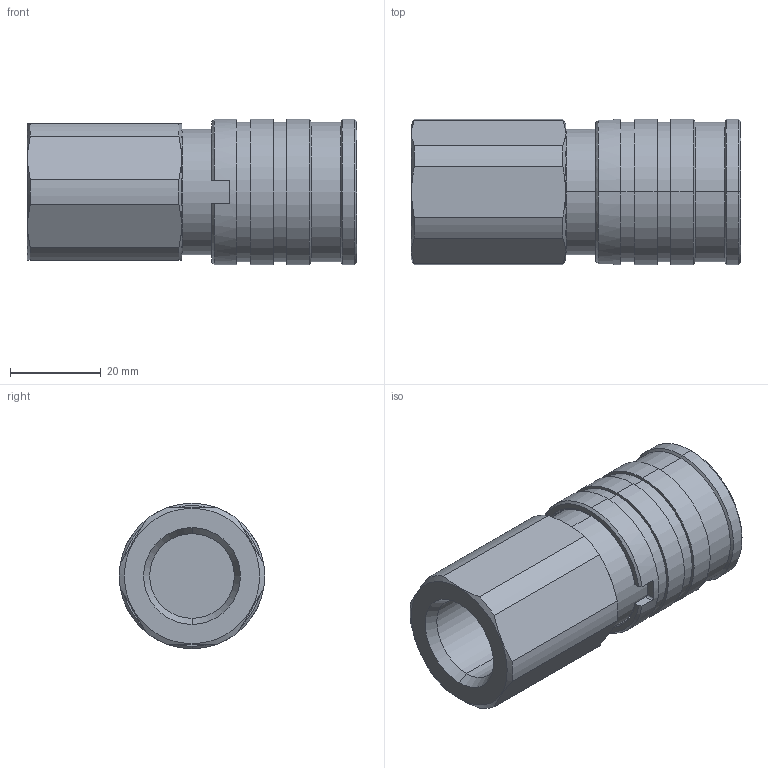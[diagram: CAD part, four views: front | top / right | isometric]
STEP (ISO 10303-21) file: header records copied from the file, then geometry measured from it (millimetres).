
FILE_DESCRIPTION (( 'STEP AP214' ), '1' );
FILE_NAME ('FEM-371-8FB.STEP', '2015-08-25T15:02:39', ( 'admin' ), ( 'Microsoft' ), 'SwSTEP 2.0', 'SolidWorks 2009', '' );
FILE_SCHEMA (( 'AUTOMOTIVE_DESIGN' ));
Length unit declared in the file: millimetre
Products named in the file (1): FEM-371-8FB
Bounding box: 72.5 x 32 x 32 mm (x, y, z)
Volume: 49549.5 mm3; surface area: 11277 mm2
Topology: 1 solids, 1 shells, 110 faces, 250 edges, 156 vertices
Faces by surface type: cylinder 47, plane 29, cone 23, torus 9, bspline 2
Entity records: 3360 total; most frequent: CARTESIAN_POINT 841, DIRECTION 549, ORIENTED_EDGE 500, EDGE_CURVE 250, AXIS2_PLACEMENT_3D 230, VERTEX_POINT 156, EDGE_LOOP 124, CIRCLE 121
